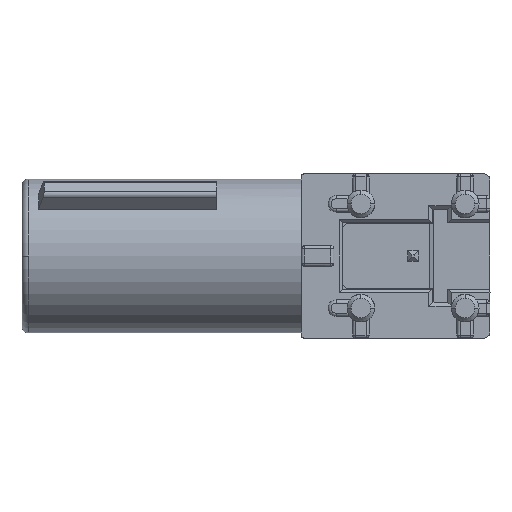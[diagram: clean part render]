
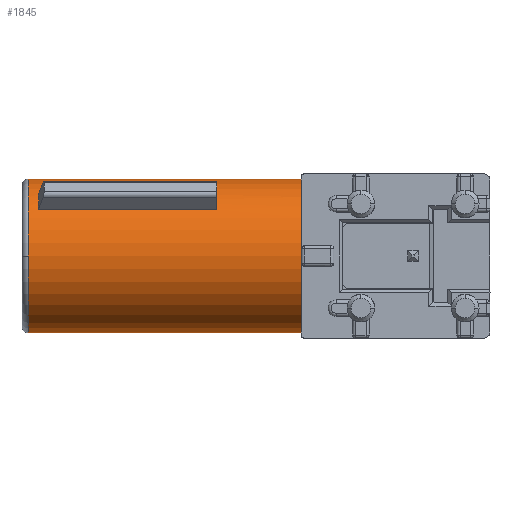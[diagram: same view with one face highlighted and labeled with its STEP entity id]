
A CAD part, front view. The second image highlights one B-rep face of the part: STEP entity #1845.
In plain terms, the highlighted cylindrical face has radius 3.75 mm (diameter 7.5 mm), a partial arc.
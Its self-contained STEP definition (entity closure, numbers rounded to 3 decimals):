
#1496=FACE_BOUND('',#2409,.T.);
#1497=FACE_BOUND('',#2410,.T.);
#1539=CYLINDRICAL_SURFACE('',#5397,3.75);
#1611=(
BOUNDED_CURVE()
B_SPLINE_CURVE(3,(#7233,#7234,#7235,#7236),.UNSPECIFIED.,.F.,.F.)
B_SPLINE_CURVE_WITH_KNOTS((4,4),(0.,1.),.UNSPECIFIED.)
CURVE()
GEOMETRIC_REPRESENTATION_ITEM()
RATIONAL_B_SPLINE_CURVE((1.,0.994,0.994,1.))
REPRESENTATION_ITEM('')
);
#1622=CIRCLE('',#5386,3.75);
#1628=CIRCLE('',#5394,3.75);
#1629=CIRCLE('',#5395,3.75);
#1630=CIRCLE('',#5396,3.75);
#1845=ADVANCED_FACE('',(#1496,#1497),#1539,.T.);
#2409=EDGE_LOOP('',(#2753,#2754,#2755,#2756,#2757));
#2410=EDGE_LOOP('',(#2758,#2759,#2760,#2761));
#2753=ORIENTED_EDGE('',*,*,#4208,.F.);
#2754=ORIENTED_EDGE('',*,*,#4199,.F.);
#2755=ORIENTED_EDGE('',*,*,#4212,.F.);
#2756=ORIENTED_EDGE('',*,*,#4210,.T.);
#2757=ORIENTED_EDGE('',*,*,#4213,.F.);
#2758=ORIENTED_EDGE('',*,*,#4214,.F.);
#2759=ORIENTED_EDGE('',*,*,#4215,.F.);
#2760=ORIENTED_EDGE('',*,*,#4216,.T.);
#2761=ORIENTED_EDGE('',*,*,#4217,.T.);
#3831=VERTEX_POINT('',#7187);
#3835=VERTEX_POINT('',#7194);
#3844=VERTEX_POINT('',#7217);
#3845=VERTEX_POINT('',#7219);
#3846=VERTEX_POINT('',#7221);
#3847=VERTEX_POINT('',#7227);
#3848=VERTEX_POINT('',#7228);
#3849=VERTEX_POINT('',#7230);
#3850=VERTEX_POINT('',#7232);
#4199=EDGE_CURVE('',#3835,#3831,#1622,.T.);
#4208=EDGE_CURVE('',#3831,#3844,#4764,.T.);
#4210=EDGE_CURVE('',#3846,#3845,#4765,.T.);
#4212=EDGE_CURVE('',#3846,#3835,#1628,.T.);
#4213=EDGE_CURVE('',#3844,#3845,#1629,.T.);
#4214=EDGE_CURVE('',#3847,#3848,#4766,.T.);
#4215=EDGE_CURVE('',#3849,#3847,#1630,.T.);
#4216=EDGE_CURVE('',#3849,#3850,#4767,.T.);
#4217=EDGE_CURVE('',#3850,#3848,#1611,.T.);
#4764=LINE('',#7216,#5100);
#4765=LINE('',#7220,#5101);
#4766=LINE('',#7226,#5102);
#4767=LINE('',#7231,#5103);
#5100=VECTOR('',#5943,1.);
#5101=VECTOR('',#5946,1.);
#5102=VECTOR('',#5955,1.);
#5103=VECTOR('',#5958,1.);
#5386=AXIS2_PLACEMENT_3D('',#7195,#5929,#5930);
#5394=AXIS2_PLACEMENT_3D('',#7224,#5951,#5952);
#5395=AXIS2_PLACEMENT_3D('',#7225,#5953,#5954);
#5396=AXIS2_PLACEMENT_3D('',#7229,#5956,#5957);
#5397=AXIS2_PLACEMENT_3D('',#7237,#5959,#5960);
#5929=DIRECTION('',(-1.,0.,0.));
#5930=DIRECTION('',(0.,-1.,0.));
#5943=DIRECTION('',(1.,0.,0.));
#5946=DIRECTION('',(1.,0.,0.));
#5951=DIRECTION('',(-1.,0.,0.));
#5952=DIRECTION('',(0.,-1.,0.));
#5953=DIRECTION('',(1.,0.,0.));
#5954=DIRECTION('',(0.,0.,-1.));
#5955=DIRECTION('',(-1.,0.,0.));
#5956=DIRECTION('',(-1.,0.,0.));
#5957=DIRECTION('',(0.,0.,1.));
#5958=DIRECTION('',(-1.,0.,0.));
#5959=DIRECTION('',(1.,0.,0.));
#5960=DIRECTION('',(0.,0.,1.));
#7187=CARTESIAN_POINT('',(-22.5,0.,3.75));
#7194=CARTESIAN_POINT('',(-22.5,-3.75,0.));
#7195=CARTESIAN_POINT('',(-22.5,0.,0.));
#7216=CARTESIAN_POINT('',(-10.333,0.,3.75));
#7217=CARTESIAN_POINT('',(-9.2,0.,3.75));
#7219=CARTESIAN_POINT('',(-9.2,0.,-3.75));
#7220=CARTESIAN_POINT('',(-10.333,0.,-3.75));
#7221=CARTESIAN_POINT('',(-22.5,0.,-3.75));
#7224=CARTESIAN_POINT('',(-22.5,0.,0.));
#7225=CARTESIAN_POINT('',(-9.2,0.,0.));
#7226=CARTESIAN_POINT('',(-13.3,-2.274,2.982));
#7227=CARTESIAN_POINT('',(-13.3,-2.274,2.982));
#7228=CARTESIAN_POINT('',(-22.,-2.274,2.982));
#7229=CARTESIAN_POINT('',(-13.3,0.,0.));
#7230=CARTESIAN_POINT('',(-13.3,-2.982,2.274));
#7231=CARTESIAN_POINT('',(-13.3,-2.982,2.274));
#7232=CARTESIAN_POINT('',(-22.,-2.982,2.274));
#7233=CARTESIAN_POINT('',(-22.,-2.982,2.274));
#7234=CARTESIAN_POINT('',(-21.988,-2.778,2.541));
#7235=CARTESIAN_POINT('',(-21.988,-2.541,2.778));
#7236=CARTESIAN_POINT('',(-22.,-2.274,2.982));
#7237=CARTESIAN_POINT('',(-10.333,0.,0.));
